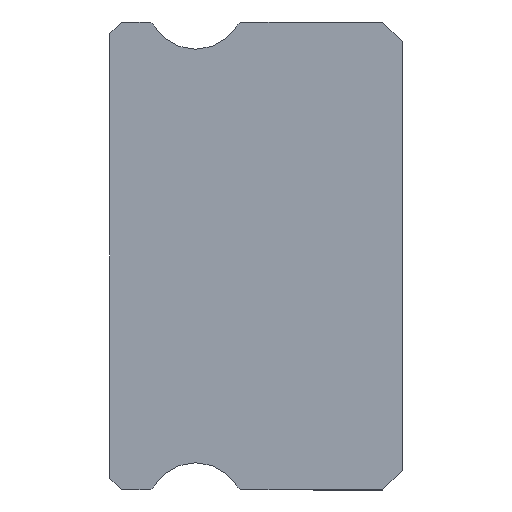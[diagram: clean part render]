
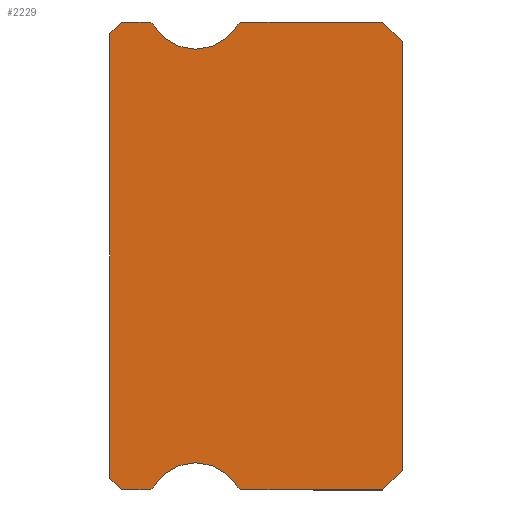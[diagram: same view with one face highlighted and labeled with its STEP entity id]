
A CAD part, left-side view. The second image highlights one B-rep face of the part: STEP entity #2229.
In plain terms, the highlighted planar face has unit normal (-1, 0, 0).
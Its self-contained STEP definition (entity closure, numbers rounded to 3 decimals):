
#55 = CARTESIAN_POINT ( 'NONE',  ( -12.5, 5.3, 6.55 ) ) ;
#67 = ORIENTED_EDGE ( 'NONE', *, *, #4076, .F. ) ;
#71 = CARTESIAN_POINT ( 'NONE',  ( -12.5, 6.512, 5.85 ) ) ;
#119 = CARTESIAN_POINT ( 'NONE',  ( -12.5, 0., 5.5 ) ) ;
#146 = CARTESIAN_POINT ( 'NONE',  ( -12.5, 4.217, -5.925 ) ) ;
#147 = ORIENTED_EDGE ( 'NONE', *, *, #942, .T. ) ;
#153 = VERTEX_POINT ( 'NONE', #6825 ) ;
#211 = LINE ( 'NONE', #1879, #1606 ) ;
#366 = DIRECTION ( 'NONE',  ( 0., -0.707, -0.707 ) ) ;
#508 = AXIS2_PLACEMENT_3D ( 'NONE', #7248, #6133, #3266 ) ;
#597 = CARTESIAN_POINT ( 'NONE',  ( -12.5, 6.512, -6. ) ) ;
#613 = VECTOR ( 'NONE', #4549, 1000. ) ;
#644 = VECTOR ( 'NONE', #6415, 1000. ) ;
#705 = EDGE_CURVE ( 'NONE', #5257, #6613, #6175, .T. ) ;
#830 = DIRECTION ( 'NONE',  ( 1., 0., 0. ) ) ;
#851 = ORIENTED_EDGE ( 'NONE', *, *, #4206, .T. ) ;
#942 = EDGE_CURVE ( 'NONE', #2529, #6262, #6665, .T. ) ;
#974 = AXIS2_PLACEMENT_3D ( 'NONE', #5831, #5423, #5268 ) ;
#1033 = DIRECTION ( 'NONE',  ( 1., 0., 0. ) ) ;
#1038 = EDGE_CURVE ( 'NONE', #6077, #3351, #6837, .T. ) ;
#1176 = EDGE_CURVE ( 'NONE', #4582, #4499, #7025, .T. ) ;
#1215 = CARTESIAN_POINT ( 'NONE',  ( -12.5, 7.5, 5.7 ) ) ;
#1224 = DIRECTION ( 'NONE',  ( -1., 0., 0. ) ) ;
#1343 = CARTESIAN_POINT ( 'NONE',  ( -12.5, 5.3, 6.55 ) ) ;
#1462 = EDGE_CURVE ( 'NONE', #6050, #7006, #7253, .T. ) ;
#1606 = VECTOR ( 'NONE', #5416, 1000. ) ;
#1611 = AXIS2_PLACEMENT_3D ( 'NONE', #55, #1224, #3528 ) ;
#1637 = VERTEX_POINT ( 'NONE', #4447 ) ;
#1644 = VECTOR ( 'NONE', #3362, 1000. ) ;
#1660 = VERTEX_POINT ( 'NONE', #5560 ) ;
#1791 = CARTESIAN_POINT ( 'NONE',  ( -12.5, 0., -5.5 ) ) ;
#1849 = CIRCLE ( 'NONE', #3051, 0.15 ) ;
#1879 = CARTESIAN_POINT ( 'NONE',  ( -12.5, 7.5, 5.85 ) ) ;
#1893 = AXIS2_PLACEMENT_3D ( 'NONE', #4919, #4802, #1936 ) ;
#1925 = DIRECTION ( 'NONE',  ( 0., 0., -1. ) ) ;
#1936 = DIRECTION ( 'NONE',  ( 0., 0., -1. ) ) ;
#1956 = EDGE_CURVE ( 'NONE', #2529, #3351, #211, .T. ) ;
#1968 = EDGE_CURVE ( 'NONE', #2166, #5257, #5795, .T. ) ;
#2166 = VERTEX_POINT ( 'NONE', #3342 ) ;
#2171 = CARTESIAN_POINT ( 'NONE',  ( -12.5, 4.088, 5.85 ) ) ;
#2176 = LINE ( 'NONE', #6298, #613 ) ;
#2199 = LINE ( 'NONE', #2731, #1644 ) ;
#2229 = ADVANCED_FACE ( 'NONE', ( #6999 ), #3044, .F. ) ;
#2243 = ORIENTED_EDGE ( 'NONE', *, *, #705, .F. ) ;
#2335 = CARTESIAN_POINT ( 'NONE',  ( -12.5, 6.512, -6. ) ) ;
#2529 = VERTEX_POINT ( 'NONE', #3034 ) ;
#2531 = ORIENTED_EDGE ( 'NONE', *, *, #3737, .F. ) ;
#2598 = AXIS2_PLACEMENT_3D ( 'NONE', #2171, #1033, #2840 ) ;
#2665 = EDGE_CURVE ( 'NONE', #6262, #7006, #2176, .T. ) ;
#2700 = CARTESIAN_POINT ( 'NONE',  ( -12.5, 7.2, -6. ) ) ;
#2731 = CARTESIAN_POINT ( 'NONE',  ( -12.5, 6.512, 6. ) ) ;
#2805 = CARTESIAN_POINT ( 'NONE',  ( -12.5, 7.2, 6. ) ) ;
#2840 = DIRECTION ( 'NONE',  ( 0., 0., -1. ) ) ;
#2893 = CARTESIAN_POINT ( 'NONE',  ( -12.5, 0.5, 6. ) ) ;
#2912 = EDGE_CURVE ( 'NONE', #4336, #6050, #2971, .T. ) ;
#2921 = CARTESIAN_POINT ( 'NONE',  ( -12.5, 7.2, 6. ) ) ;
#2957 = DIRECTION ( 'NONE',  ( 0., 0.707, -0.707 ) ) ;
#2971 = CIRCLE ( 'NONE', #1893, 1.25 ) ;
#3014 = EDGE_LOOP ( 'NONE', ( #4452, #6236, #147, #5090, #4412, #4352, #4564, #6095, #3070, #4955, #4080, #5759, #67, #2243, #4372, #2531, #851 ) ) ;
#3034 = CARTESIAN_POINT ( 'NONE',  ( -12.5, 7.5, -5.7 ) ) ;
#3044 = PLANE ( 'NONE',  #974 ) ;
#3051 = AXIS2_PLACEMENT_3D ( 'NONE', #71, #4073, #5841 ) ;
#3070 = ORIENTED_EDGE ( 'NONE', *, *, #5168, .F. ) ;
#3202 = CIRCLE ( 'NONE', #2598, 0.15 ) ;
#3266 = DIRECTION ( 'NONE',  ( 0., 0., -1. ) ) ;
#3295 = VERTEX_POINT ( 'NONE', #5654 ) ;
#3342 = CARTESIAN_POINT ( 'NONE',  ( -12.5, 6.383, 5.925 ) ) ;
#3351 = VERTEX_POINT ( 'NONE', #7416 ) ;
#3362 = DIRECTION ( 'NONE',  ( 0., -1., 0. ) ) ;
#3528 = DIRECTION ( 'NONE',  ( 0., 0., -1. ) ) ;
#3551 = CIRCLE ( 'NONE', #4764, 0.15 ) ;
#3554 = EDGE_CURVE ( 'NONE', #3295, #4499, #6841, .T. ) ;
#3700 = CARTESIAN_POINT ( 'NONE',  ( -12.5, 4.088, -5.85 ) ) ;
#3737 = EDGE_CURVE ( 'NONE', #153, #2166, #1849, .T. ) ;
#3843 = CARTESIAN_POINT ( 'NONE',  ( -12.5, 5.3, 5.3 ) ) ;
#3881 = CARTESIAN_POINT ( 'NONE',  ( -12.5, 7.2, -6. ) ) ;
#3981 = DIRECTION ( 'NONE',  ( 0., -0.707, -0.707 ) ) ;
#3996 = VECTOR ( 'NONE', #3981, 1000. ) ;
#4054 = VECTOR ( 'NONE', #2957, 1000. ) ;
#4073 = DIRECTION ( 'NONE',  ( 1., 0., 0. ) ) ;
#4076 = EDGE_CURVE ( 'NONE', #6613, #4472, #3202, .T. ) ;
#4080 = ORIENTED_EDGE ( 'NONE', *, *, #3554, .F. ) ;
#4084 = CARTESIAN_POINT ( 'NONE',  ( -12.5, 6.383, -5.925 ) ) ;
#4187 = LINE ( 'NONE', #597, #5958 ) ;
#4206 = EDGE_CURVE ( 'NONE', #153, #6077, #7427, .T. ) ;
#4336 = VERTEX_POINT ( 'NONE', #146 ) ;
#4352 = ORIENTED_EDGE ( 'NONE', *, *, #2912, .F. ) ;
#4372 = ORIENTED_EDGE ( 'NONE', *, *, #1968, .F. ) ;
#4412 = ORIENTED_EDGE ( 'NONE', *, *, #1462, .F. ) ;
#4447 = CARTESIAN_POINT ( 'NONE',  ( -12.5, 0.5, -6. ) ) ;
#4452 = ORIENTED_EDGE ( 'NONE', *, *, #1038, .T. ) ;
#4472 = VERTEX_POINT ( 'NONE', #6085 ) ;
#4499 = VERTEX_POINT ( 'NONE', #5476 ) ;
#4522 = VECTOR ( 'NONE', #5073, 1000. ) ;
#4549 = DIRECTION ( 'NONE',  ( 0., -1., 0. ) ) ;
#4564 = ORIENTED_EDGE ( 'NONE', *, *, #7122, .F. ) ;
#4582 = VERTEX_POINT ( 'NONE', #5689 ) ;
#4628 = EDGE_CURVE ( 'NONE', #1637, #1660, #4187, .T. ) ;
#4764 = AXIS2_PLACEMENT_3D ( 'NONE', #3700, #830, #1925 ) ;
#4771 = LINE ( 'NONE', #1791, #4054 ) ;
#4802 = DIRECTION ( 'NONE',  ( -1., 0., 0. ) ) ;
#4919 = CARTESIAN_POINT ( 'NONE',  ( -12.5, 5.3, -6.55 ) ) ;
#4955 = ORIENTED_EDGE ( 'NONE', *, *, #1176, .T. ) ;
#5073 = DIRECTION ( 'NONE',  ( 0., 1., 0. ) ) ;
#5090 = ORIENTED_EDGE ( 'NONE', *, *, #2665, .T. ) ;
#5168 = EDGE_CURVE ( 'NONE', #4582, #1637, #4771, .T. ) ;
#5257 = VERTEX_POINT ( 'NONE', #3843 ) ;
#5268 = DIRECTION ( 'NONE',  ( 0., 0., -1. ) ) ;
#5416 = DIRECTION ( 'NONE',  ( 0., 0., 1. ) ) ;
#5423 = DIRECTION ( 'NONE',  ( 1., 0., 0. ) ) ;
#5476 = CARTESIAN_POINT ( 'NONE',  ( -12.5, 0., 5.5 ) ) ;
#5560 = CARTESIAN_POINT ( 'NONE',  ( -12.5, 4.088, -6. ) ) ;
#5654 = CARTESIAN_POINT ( 'NONE',  ( -12.5, 0.5, 6. ) ) ;
#5689 = CARTESIAN_POINT ( 'NONE',  ( -12.5, 0., -5.5 ) ) ;
#5759 = ORIENTED_EDGE ( 'NONE', *, *, #7302, .F. ) ;
#5795 = CIRCLE ( 'NONE', #6876, 1.25 ) ;
#5831 = CARTESIAN_POINT ( 'NONE',  ( -12.5, 6.512, 5.85 ) ) ;
#5841 = DIRECTION ( 'NONE',  ( 0., 0., -1. ) ) ;
#5842 = CARTESIAN_POINT ( 'NONE',  ( -12.5, 4.217, 5.925 ) ) ;
#5942 = DIRECTION ( 'NONE',  ( -1., 0., 0. ) ) ;
#5958 = VECTOR ( 'NONE', #7044, 1000. ) ;
#6050 = VERTEX_POINT ( 'NONE', #4084 ) ;
#6077 = VERTEX_POINT ( 'NONE', #2921 ) ;
#6085 = CARTESIAN_POINT ( 'NONE',  ( -12.5, 4.088, 6. ) ) ;
#6095 = ORIENTED_EDGE ( 'NONE', *, *, #4628, .F. ) ;
#6133 = DIRECTION ( 'NONE',  ( 1., 0., 0. ) ) ;
#6175 = CIRCLE ( 'NONE', #1611, 1.25 ) ;
#6236 = ORIENTED_EDGE ( 'NONE', *, *, #1956, .F. ) ;
#6262 = VERTEX_POINT ( 'NONE', #2700 ) ;
#6298 = CARTESIAN_POINT ( 'NONE',  ( -12.5, 6.512, -6. ) ) ;
#6415 = DIRECTION ( 'NONE',  ( 0., 0., 1. ) ) ;
#6613 = VERTEX_POINT ( 'NONE', #5842 ) ;
#6665 = LINE ( 'NONE', #3881, #7018 ) ;
#6825 = CARTESIAN_POINT ( 'NONE',  ( -12.5, 6.512, 6. ) ) ;
#6837 = LINE ( 'NONE', #1215, #7255 ) ;
#6841 = LINE ( 'NONE', #2893, #3996 ) ;
#6876 = AXIS2_PLACEMENT_3D ( 'NONE', #1343, #5942, #7073 ) ;
#6999 = FACE_OUTER_BOUND ( 'NONE', #3014, .T. ) ;
#7006 = VERTEX_POINT ( 'NONE', #2335 ) ;
#7018 = VECTOR ( 'NONE', #366, 1000. ) ;
#7025 = LINE ( 'NONE', #119, #644 ) ;
#7044 = DIRECTION ( 'NONE',  ( 0., 1., 0. ) ) ;
#7073 = DIRECTION ( 'NONE',  ( 0., 0., -1. ) ) ;
#7122 = EDGE_CURVE ( 'NONE', #1660, #4336, #3551, .T. ) ;
#7248 = CARTESIAN_POINT ( 'NONE',  ( -12.5, 6.512, -5.85 ) ) ;
#7253 = CIRCLE ( 'NONE', #508, 0.15 ) ;
#7255 = VECTOR ( 'NONE', #7396, 1000. ) ;
#7302 = EDGE_CURVE ( 'NONE', #4472, #3295, #2199, .T. ) ;
#7396 = DIRECTION ( 'NONE',  ( 0., 0.707, -0.707 ) ) ;
#7416 = CARTESIAN_POINT ( 'NONE',  ( -12.5, 7.5, 5.7 ) ) ;
#7427 = LINE ( 'NONE', #2805, #4522 ) ;
